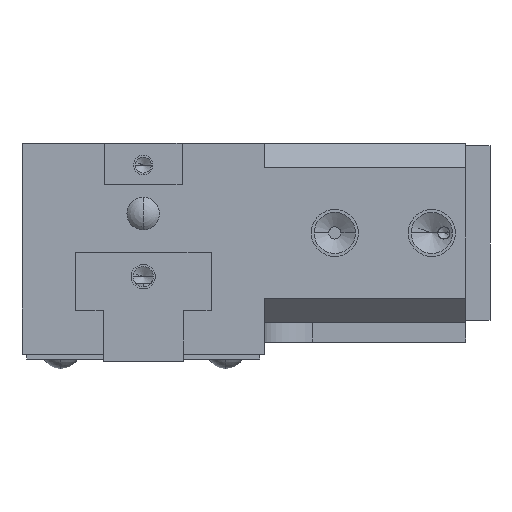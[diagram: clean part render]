
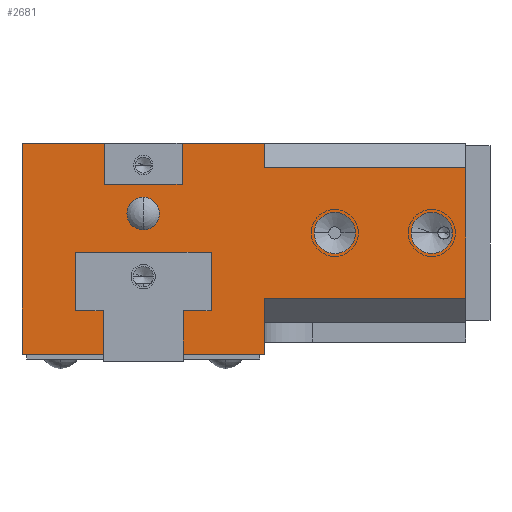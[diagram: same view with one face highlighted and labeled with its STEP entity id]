
A CAD part, left-side view. The second image highlights one B-rep face of the part: STEP entity #2681.
In plain terms, the highlighted planar face has unit normal (-1, 0, 0).
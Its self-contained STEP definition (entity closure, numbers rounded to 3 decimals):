
#2=CARTESIAN_POINT('',(-60.,0.,-14.5));
#3=DIRECTION('',(1.,0.,0.));
#4=DIRECTION('',(0.,0.,-1.));
#5=AXIS2_PLACEMENT_3D('',#2,#3,#4);
#7=CARTESIAN_POINT('',(-60.,0.,-14.5));
#8=DIRECTION('',(1.,0.,0.));
#9=DIRECTION('',(0.,0.,1.));
#10=AXIS2_PLACEMENT_3D('',#7,#8,#9);
#12=CARTESIAN_POINT('',(-60.,-39.5,-18.5));
#13=DIRECTION('',(-1.,0.,0.));
#14=DIRECTION('',(0.,1.,0.));
#15=AXIS2_PLACEMENT_3D('',#12,#13,#14);
#17=CARTESIAN_POINT('',(-60.,-39.5,-18.5));
#18=DIRECTION('',(-1.,0.,0.));
#19=DIRECTION('',(0.,-1.,0.));
#20=AXIS2_PLACEMENT_3D('',#17,#18,#19);
#22=CARTESIAN_POINT('',(-60.,-59.5,-18.5));
#23=DIRECTION('',(-1.,0.,0.));
#24=DIRECTION('',(0.,1.,0.));
#25=AXIS2_PLACEMENT_3D('',#22,#23,#24);
#27=CARTESIAN_POINT('',(-60.,-59.5,-18.5));
#28=DIRECTION('',(-1.,0.,0.));
#29=DIRECTION('',(0.,-1.,0.));
#30=AXIS2_PLACEMENT_3D('',#27,#28,#29);
#32=DIRECTION('',(0.,-1.,0.));
#33=VECTOR('',#32,41.5);
#34=CARTESIAN_POINT('',(-60.,-25.,-5.));
#35=LINE('',#34,#33);
#36=DIRECTION('',(0.,1.,0.));
#37=VECTOR('',#36,41.5);
#38=CARTESIAN_POINT('',(-60.,-66.5,-32.));
#39=LINE('',#38,#37);
#40=DIRECTION('',(0.,1.,0.));
#41=VECTOR('',#40,16.75);
#42=CARTESIAN_POINT('',(-60.,-25.,-43.5));
#43=LINE('',#42,#41);
#44=DIRECTION('',(0.,0.,1.));
#45=VECTOR('',#44,9.);
#46=CARTESIAN_POINT('',(-60.,-8.25,-43.5));
#47=LINE('',#46,#45);
#48=DIRECTION('',(0.,-1.,0.));
#49=VECTOR('',#48,5.75);
#50=CARTESIAN_POINT('',(-60.,-8.25,-34.5));
#51=LINE('',#50,#49);
#52=DIRECTION('',(0.,0.,1.));
#53=VECTOR('',#52,12.);
#54=CARTESIAN_POINT('',(-60.,-14.,-34.5));
#55=LINE('',#54,#53);
#56=DIRECTION('',(0.,1.,0.));
#57=VECTOR('',#56,28.);
#58=CARTESIAN_POINT('',(-60.,-14.,-22.5));
#59=LINE('',#58,#57);
#60=DIRECTION('',(0.,0.,-1.));
#61=VECTOR('',#60,12.);
#62=CARTESIAN_POINT('',(-60.,14.,-22.5));
#63=LINE('',#62,#61);
#64=DIRECTION('',(0.,-1.,0.));
#65=VECTOR('',#64,5.75);
#66=CARTESIAN_POINT('',(-60.,14.,-34.5));
#67=LINE('',#66,#65);
#68=DIRECTION('',(0.,0.,-1.));
#69=VECTOR('',#68,9.);
#70=CARTESIAN_POINT('',(-60.,8.25,-34.5));
#71=LINE('',#70,#69);
#72=DIRECTION('',(0.,1.,0.));
#73=VECTOR('',#72,16.75);
#74=CARTESIAN_POINT('',(-60.,8.25,-43.5));
#75=LINE('',#74,#73);
#76=DIRECTION('',(0.,0.,1.));
#77=VECTOR('',#76,43.5);
#78=CARTESIAN_POINT('',(-60.,25.,-43.5));
#79=LINE('',#78,#77);
#80=DIRECTION('',(0.,-1.,0.));
#81=VECTOR('',#80,17.);
#82=CARTESIAN_POINT('',(-60.,25.,0.));
#83=LINE('',#82,#81);
#84=DIRECTION('',(0.,0.,-1.));
#85=VECTOR('',#84,8.5);
#86=CARTESIAN_POINT('',(-60.,8.,0.));
#87=LINE('',#86,#85);
#88=DIRECTION('',(0.,-1.,0.));
#89=VECTOR('',#88,16.);
#90=CARTESIAN_POINT('',(-60.,8.,-8.5));
#91=LINE('',#90,#89);
#92=DIRECTION('',(0.,0.,-1.));
#93=VECTOR('',#92,8.5);
#94=CARTESIAN_POINT('',(-60.,-8.,0.));
#95=LINE('',#94,#93);
#96=DIRECTION('',(0.,-1.,0.));
#97=VECTOR('',#96,17.);
#98=CARTESIAN_POINT('',(-60.,-8.,0.));
#99=LINE('',#98,#97);
#100=DIRECTION('',(0.,0.,-1.));
#101=VECTOR('',#100,5.);
#102=CARTESIAN_POINT('',(-60.,-25.,0.));
#103=LINE('',#102,#101);
#789=DIRECTION('',(0.,0.,1.));
#790=VECTOR('',#789,11.5);
#791=CARTESIAN_POINT('',(-60.,-25.,-43.5));
#792=LINE('',#791,#790);
#909=DIRECTION('',(0.,0.,1.));
#910=VECTOR('',#909,27.);
#911=CARTESIAN_POINT('',(-60.,-66.5,-32.));
#912=LINE('',#911,#910);
#2026=CARTESIAN_POINT('',(-60.,-25.,-43.5));
#2027=CARTESIAN_POINT('',(-60.,-8.25,-43.5));
#2028=VERTEX_POINT('',#2026);
#2029=VERTEX_POINT('',#2027);
#2030=CARTESIAN_POINT('',(-60.,-8.25,-34.5));
#2031=VERTEX_POINT('',#2030);
#2032=CARTESIAN_POINT('',(-60.,-14.,-34.5));
#2033=VERTEX_POINT('',#2032);
#2034=CARTESIAN_POINT('',(-60.,-14.,-22.5));
#2035=VERTEX_POINT('',#2034);
#2036=CARTESIAN_POINT('',(-60.,14.,-22.5));
#2037=VERTEX_POINT('',#2036);
#2038=CARTESIAN_POINT('',(-60.,14.,-34.5));
#2039=VERTEX_POINT('',#2038);
#2040=CARTESIAN_POINT('',(-60.,8.25,-34.5));
#2041=VERTEX_POINT('',#2040);
#2042=CARTESIAN_POINT('',(-60.,8.25,-43.5));
#2043=VERTEX_POINT('',#2042);
#2044=CARTESIAN_POINT('',(-60.,25.,-43.5));
#2045=VERTEX_POINT('',#2044);
#2046=CARTESIAN_POINT('',(-60.,25.,0.));
#2047=VERTEX_POINT('',#2046);
#2090=CARTESIAN_POINT('',(-60.,8.,-8.5));
#2091=VERTEX_POINT('',#2090);
#2092=CARTESIAN_POINT('',(-60.,-8.,-8.5));
#2093=VERTEX_POINT('',#2092);
#2098=CARTESIAN_POINT('',(-60.,8.,0.));
#2099=VERTEX_POINT('',#2098);
#2100=CARTESIAN_POINT('',(-60.,-8.,0.));
#2101=VERTEX_POINT('',#2100);
#2345=CARTESIAN_POINT('',(-60.,0.,-17.854));
#2347=VERTEX_POINT('',#2345);
#2348=CARTESIAN_POINT('',(-60.,0.,-11.146));
#2349=VERTEX_POINT('',#2348);
#2528=CARTESIAN_POINT('',(-60.,-35.25,-18.5));
#2529=CARTESIAN_POINT('',(-60.,-43.75,-18.5));
#2530=VERTEX_POINT('',#2528);
#2531=VERTEX_POINT('',#2529);
#2546=CARTESIAN_POINT('',(-60.,-55.25,-18.5));
#2547=VERTEX_POINT('',#2546);
#2548=CARTESIAN_POINT('',(-60.,-63.75,-18.5));
#2549=VERTEX_POINT('',#2548);
#2598=CARTESIAN_POINT('',(-60.,-66.5,-32.));
#2599=CARTESIAN_POINT('',(-60.,-25.,-32.));
#2600=VERTEX_POINT('',#2598);
#2601=VERTEX_POINT('',#2599);
#2607=CARTESIAN_POINT('',(-60.,-25.,-5.));
#2609=VERTEX_POINT('',#2607);
#2610=CARTESIAN_POINT('',(-60.,-66.5,-5.));
#2611=VERTEX_POINT('',#2610);
#2614=CARTESIAN_POINT('',(-60.,-25.,0.));
#2615=VERTEX_POINT('',#2614);
#2616=CARTESIAN_POINT('',(-60.,0.,0.));
#2617=DIRECTION('',(1.,0.,0.));
#2618=DIRECTION('',(0.,-1.,0.));
#2619=AXIS2_PLACEMENT_3D('',#2616,#2617,#2618);
#2620=PLANE('',#2619);
#2622=ORIENTED_EDGE('',*,*,#2621,.T.);
#2624=ORIENTED_EDGE('',*,*,#2623,.F.);
#2626=ORIENTED_EDGE('',*,*,#2625,.T.);
#2628=ORIENTED_EDGE('',*,*,#2627,.F.);
#2630=ORIENTED_EDGE('',*,*,#2629,.T.);
#2632=ORIENTED_EDGE('',*,*,#2631,.T.);
#2634=ORIENTED_EDGE('',*,*,#2633,.T.);
#2636=ORIENTED_EDGE('',*,*,#2635,.T.);
#2638=ORIENTED_EDGE('',*,*,#2637,.T.);
#2640=ORIENTED_EDGE('',*,*,#2639,.T.);
#2642=ORIENTED_EDGE('',*,*,#2641,.T.);
#2644=ORIENTED_EDGE('',*,*,#2643,.T.);
#2646=ORIENTED_EDGE('',*,*,#2645,.T.);
#2648=ORIENTED_EDGE('',*,*,#2647,.T.);
#2650=ORIENTED_EDGE('',*,*,#2649,.T.);
#2652=ORIENTED_EDGE('',*,*,#2651,.T.);
#2654=ORIENTED_EDGE('',*,*,#2653,.T.);
#2656=ORIENTED_EDGE('',*,*,#2655,.F.);
#2658=ORIENTED_EDGE('',*,*,#2657,.T.);
#2660=ORIENTED_EDGE('',*,*,#2659,.T.);
#2661=EDGE_LOOP('',(#2622,#2624,#2626,#2628,#2630,#2632,#2634,#2636,#2638,#2640,
#2642,#2644,#2646,#2648,#2650,#2652,#2654,#2656,#2658,#2660));
#2662=FACE_OUTER_BOUND('',#2661,.F.);
#2664=ORIENTED_EDGE('',*,*,#2663,.T.);
#2666=ORIENTED_EDGE('',*,*,#2665,.T.);
#2667=EDGE_LOOP('',(#2664,#2666));
#2668=FACE_BOUND('',#2667,.F.);
#2670=ORIENTED_EDGE('',*,*,#2669,.T.);
#2672=ORIENTED_EDGE('',*,*,#2671,.T.);
#2673=EDGE_LOOP('',(#2670,#2672));
#2674=FACE_BOUND('',#2673,.F.);
#2676=ORIENTED_EDGE('',*,*,#2675,.F.);
#2678=ORIENTED_EDGE('',*,*,#2677,.F.);
#2679=EDGE_LOOP('',(#2676,#2678));
#2680=FACE_BOUND('',#2679,.F.);
#6=CIRCLE('',#5,3.354);
#11=CIRCLE('',#10,3.354);
#16=CIRCLE('',#15,4.25);
#21=CIRCLE('',#20,4.25);
#26=CIRCLE('',#25,4.25);
#31=CIRCLE('',#30,4.25);
#2621=EDGE_CURVE('',#2609,#2611,#35,.T.);
#2623=EDGE_CURVE('',#2600,#2611,#912,.T.);
#2625=EDGE_CURVE('',#2600,#2601,#39,.T.);
#2627=EDGE_CURVE('',#2028,#2601,#792,.T.);
#2629=EDGE_CURVE('',#2028,#2029,#43,.T.);
#2631=EDGE_CURVE('',#2029,#2031,#47,.T.);
#2633=EDGE_CURVE('',#2031,#2033,#51,.T.);
#2635=EDGE_CURVE('',#2033,#2035,#55,.T.);
#2637=EDGE_CURVE('',#2035,#2037,#59,.T.);
#2639=EDGE_CURVE('',#2037,#2039,#63,.T.);
#2641=EDGE_CURVE('',#2039,#2041,#67,.T.);
#2643=EDGE_CURVE('',#2041,#2043,#71,.T.);
#2645=EDGE_CURVE('',#2043,#2045,#75,.T.);
#2647=EDGE_CURVE('',#2045,#2047,#79,.T.);
#2649=EDGE_CURVE('',#2047,#2099,#83,.T.);
#2651=EDGE_CURVE('',#2099,#2091,#87,.T.);
#2653=EDGE_CURVE('',#2091,#2093,#91,.T.);
#2655=EDGE_CURVE('',#2101,#2093,#95,.T.);
#2657=EDGE_CURVE('',#2101,#2615,#99,.T.);
#2659=EDGE_CURVE('',#2615,#2609,#103,.T.);
#2663=EDGE_CURVE('',#2530,#2531,#16,.T.);
#2665=EDGE_CURVE('',#2531,#2530,#21,.T.);
#2669=EDGE_CURVE('',#2547,#2549,#26,.T.);
#2671=EDGE_CURVE('',#2549,#2547,#31,.T.);
#2675=EDGE_CURVE('',#2347,#2349,#6,.T.);
#2677=EDGE_CURVE('',#2349,#2347,#11,.T.);
#2681=ADVANCED_FACE('',(#2662,#2668,#2674,#2680),#2620,.F.);
